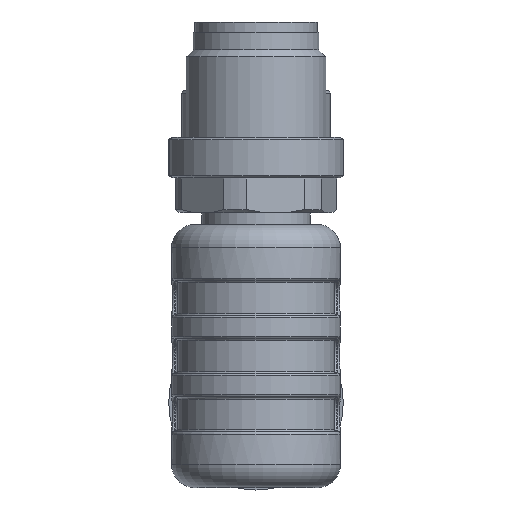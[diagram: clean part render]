
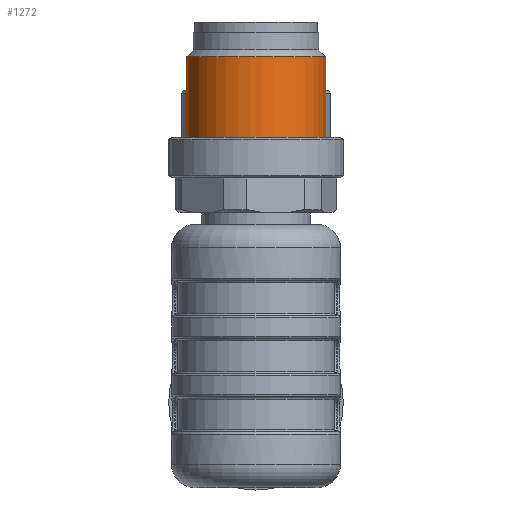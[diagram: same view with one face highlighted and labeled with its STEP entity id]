
A CAD part, left-side view. The second image highlights one B-rep face of the part: STEP entity #1272.
In plain terms, the highlighted cylindrical face has radius 6 mm (diameter 12 mm), a full revolution.
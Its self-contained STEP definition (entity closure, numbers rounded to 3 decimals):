
#331=CYLINDRICAL_SURFACE('',#7734,6.);
#1272=ADVANCED_FACE('',(#1573,#1574),#331,.T.);
#1573=FACE_BOUND('',#2087,.T.);
#1574=FACE_BOUND('',#2088,.T.);
#2087=EDGE_LOOP('',(#4064));
#2088=EDGE_LOOP('',(#4065));
#4064=ORIENTED_EDGE('',*,*,#5717,.F.);
#4065=ORIENTED_EDGE('',*,*,#5718,.T.);
#4751=VERTEX_POINT('',#13364);
#4752=VERTEX_POINT('',#13367);
#5717=EDGE_CURVE('',#4751,#4751,#6897,.T.);
#5718=EDGE_CURVE('',#4752,#4752,#6898,.T.);
#6897=CIRCLE('',#7731,6.);
#6898=CIRCLE('',#7733,6.);
#7731=AXIS2_PLACEMENT_3D('',#13363,#9777,#9778);
#7733=AXIS2_PLACEMENT_3D('',#13366,#9781,#9782);
#7734=AXIS2_PLACEMENT_3D('',#13368,#9783,#9784);
#9777=DIRECTION('',(0.,0.,1.));
#9778=DIRECTION('',(0.707,-0.707,0.));
#9781=DIRECTION('',(0.,0.,1.));
#9782=DIRECTION('',(0.707,-0.707,0.));
#9783=DIRECTION('',(0.,0.,1.));
#9784=DIRECTION('',(0.707,-0.707,0.));
#13363=CARTESIAN_POINT('',(60.,60.,28.));
#13364=CARTESIAN_POINT('',(64.243,55.757,28.));
#13366=CARTESIAN_POINT('',(60.,60.,21.1));
#13367=CARTESIAN_POINT('',(64.243,55.757,21.1));
#13368=CARTESIAN_POINT('',(60.,60.,30.1));
